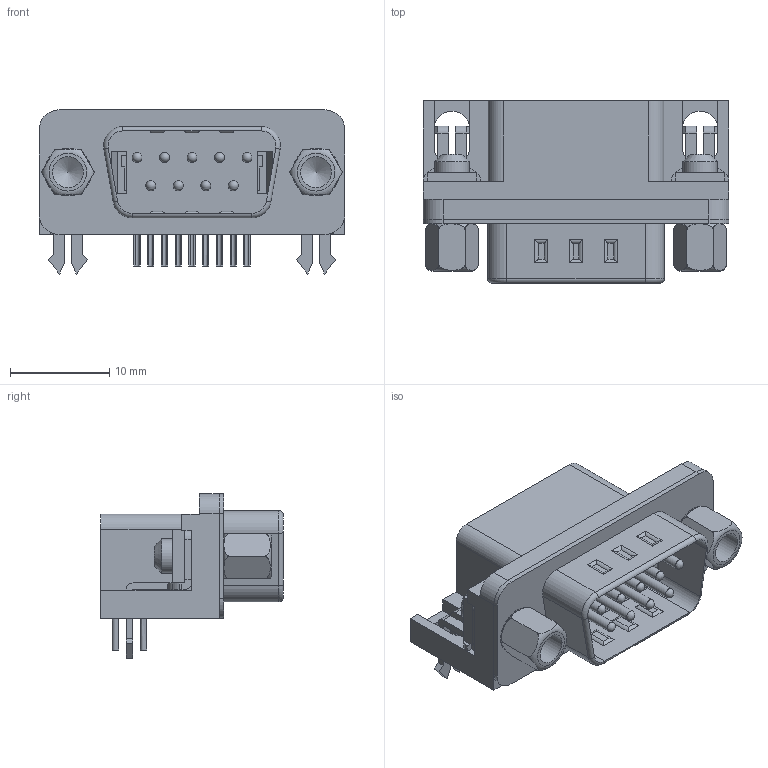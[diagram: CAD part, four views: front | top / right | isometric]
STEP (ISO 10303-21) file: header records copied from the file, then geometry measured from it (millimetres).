
FILE_DESCRIPTION(/* description */ ('Unknown'),/* implementation_level */ '2;1');
FILE_NAME(/* name */ '618009231221',/* time_stamp */ '2022-10-14T11:56:41+02:00',/* author */ ('Unknown'),/* organization */ ('Unknown'),/* preprocessor_version */ 'ST-DEVELOPER v16.7',/* originating_system */ 'Solid Edge',/* authorisation */ 'Unknown');
FILE_SCHEMA (('AUTOMOTIVE_DESIGN {1 0 10303 214 3 1 1}'));
Length unit declared in the file: millimetre
Products named in the file (9): 6180xx231221; 6180092xxx21; 6180xx2xxx21_PIN_COURTE; 6180xx2xxx21_PIN_LONGUE; 6180092xxx21_ARRIERE; 6180xx2xxx21_CLIP; 6180xx2xxx21_SERRAGE; 6180xx2xxx21_VISSE
Assembly tree (18 placements, depth 2):
  6180xx231221
    6180092xxx21
    6180xx2xxx21_PIN_COURTE  x4
    6180xx2xxx21_PIN_LONGUE  x5
    6180092xxx21_ARRIERE
    6180092xxx21
    6180xx2xxx21_CLIP  x2
    6180xx2xxx21_SERRAGE  x2
    6180xx2xxx21_VISSE  x2
Bounding box: 30.8 x 18.4 x 16.55 mm (x, y, z)
Volume: 3005.6 mm3; surface area: 6359.1 mm2
Topology: 18 solids, 18 shells, 723 faces, 1882 edges, 1187 vertices
Faces by surface type: plane 396, cylinder 152, bspline 135, cone 19, torus 12, sphere 9
Full cylindrical faces by diameter (mm): 0.7 x4, 0.8 x5, 1 x18, 3.121 x4, 3.5 x2, 4 x8
Entity records: 17376 total; most frequent: CARTESIAN_POINT 6539, ORIENTED_EDGE 2152, DIRECTION 2072, EDGE_CURVE 1076, LINE 820, VECTOR 820, VERTEX_POINT 717, AXIS2_PLACEMENT_3D 626
